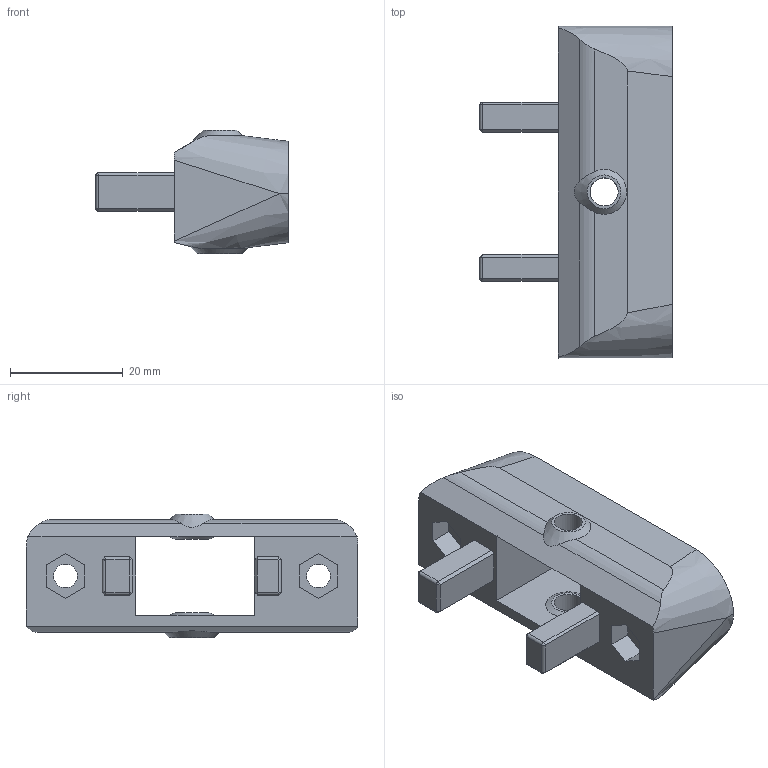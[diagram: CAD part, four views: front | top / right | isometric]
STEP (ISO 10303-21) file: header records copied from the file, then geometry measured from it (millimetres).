
FILE_DESCRIPTION(/* description */ (''),/* implementation_level */ '2;1');
FILE_NAME(/* name */ 'X_end_idler.step',/* time_stamp */ '2020-01-25T06:23:25+01:00',/* author */ (''),/* organization */ (''),/* preprocessor_version */ 'ST-DEVELOPER v18',/* originating_system */ 'Autodesk Translation Framework v8.12.0.6',/* authorisation */ '');
FILE_SCHEMA (('AUTOMOTIVE_DESIGN { 1 0 10303 214 3 1 1 }'));
Length unit declared in the file: millimetre
Products named in the file (3): P3 Steel MKO; X-End; X-end Idler
Assembly tree (2 placements, depth 3):
  P3 Steel MKO
    X-End
      X-end Idler
Bounding box: 34.24 x 59 x 22 mm (x, y, z)
Volume: 15675.7 mm3; surface area: 7274.5 mm2
Topology: 1 solids, 1 shells, 86 faces, 221 edges, 139 vertices
Faces by surface type: plane 54, cylinder 20, cone 12
Full cylindrical faces by diameter (mm): 4.2 x2, 5 x2, 7 x2
Entity records: 2772 total; most frequent: CARTESIAN_POINT 509, DIRECTION 448, ORIENTED_EDGE 434, EDGE_CURVE 217, AXIS2_PLACEMENT_3D 150, LINE 148, VECTOR 148, VERTEX_POINT 139
